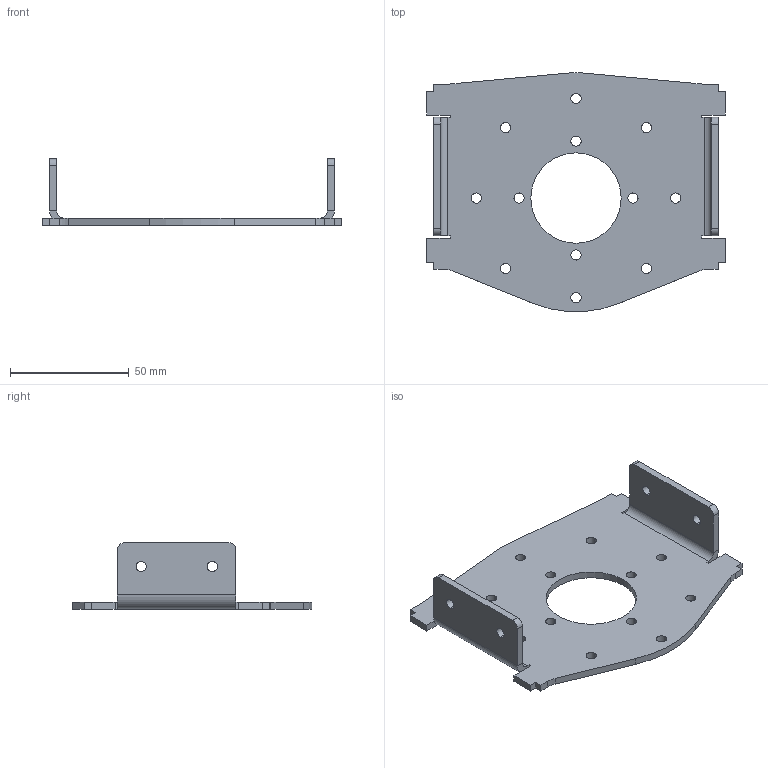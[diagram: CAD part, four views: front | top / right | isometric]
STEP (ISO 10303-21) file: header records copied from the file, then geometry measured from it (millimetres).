
FILE_DESCRIPTION (( 'STEP AP214' ), '1' );
FILE_NAME ('BLKS-SM007-roll_support_plate.STEP', '2025-06-17T11:47:42', ( '' ), ( '' ), 'SwSTEP 2.0', 'SolidWorks 2024', '' );
FILE_SCHEMA (( 'AUTOMOTIVE_DESIGN' ));
Length unit declared in the file: millimetre
Products named in the file (1): BLKS-SM007-roll_support_plate
Bounding box: 126 x 100.81 x 28 mm (x, y, z)
Volume: 35332.9 mm3; surface area: 26272.8 mm2
Topology: 1 solids, 1 shells, 94 faces, 260 edges, 168 vertices
Faces by surface type: plane 48, cylinder 46
Entity records: 3099 total; most frequent: DIRECTION 542, CARTESIAN_POINT 523, ORIENTED_EDGE 520, EDGE_CURVE 260, AXIS2_PLACEMENT_3D 187, VECTOR 168, LINE 168, VERTEX_POINT 168
